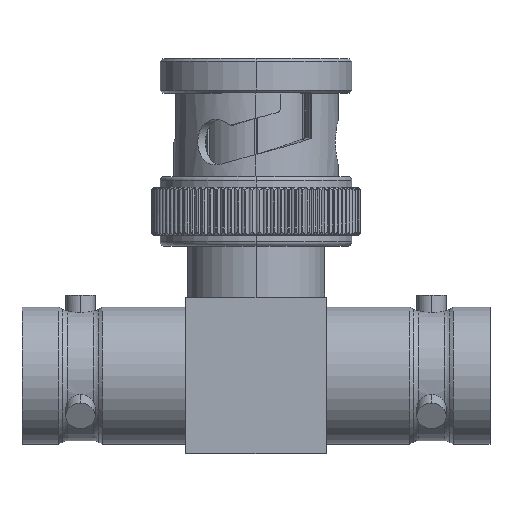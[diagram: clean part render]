
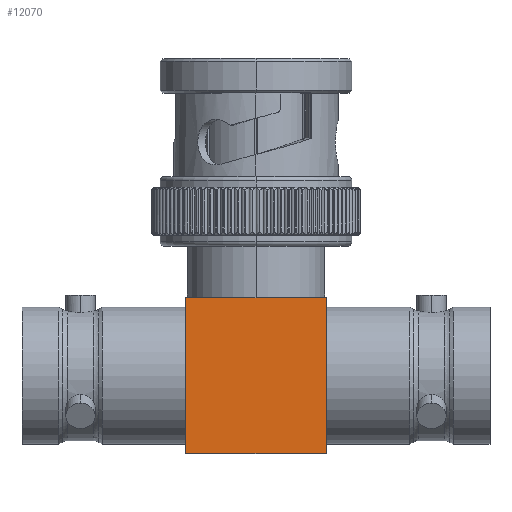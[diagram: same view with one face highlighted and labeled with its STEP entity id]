
A CAD part, top view. The second image highlights one B-rep face of the part: STEP entity #12070.
In plain terms, the highlighted face is planar.
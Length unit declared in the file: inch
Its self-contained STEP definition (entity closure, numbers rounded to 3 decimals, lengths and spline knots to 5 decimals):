
#316 = ORIENTED_EDGE ( 'NONE', *, *, #13719, .T. ) ;
#1165 = EDGE_CURVE ( 'NONE', #7071, #2784, #18326, .T. ) ;
#2718 = CARTESIAN_POINT ( 'NONE',  ( -0.1925, -0.1925, 0.2125 ) ) ;
#2784 = VERTEX_POINT ( 'NONE', #9898 ) ;
#3934 = EDGE_CURVE ( 'NONE', #14104, #23240, #12181, .T. ) ;
#4680 = ORIENTED_EDGE ( 'NONE', *, *, #10978, .F. ) ;
#6997 = DIRECTION ( 'NONE',  ( 0., 0., -1. ) ) ;
#7071 = VERTEX_POINT ( 'NONE', #12136 ) ;
#8925 = ORIENTED_EDGE ( 'NONE', *, *, #3934, .F. ) ;
#9549 = VECTOR ( 'NONE', #16973, 39.37008 ) ;
#9898 = CARTESIAN_POINT ( 'NONE',  ( -0.1925, -0.1925, -0.2125 ) ) ;
#10605 = EDGE_LOOP ( 'NONE', ( #26321, #4680, #8925, #316 ) ) ;
#10646 = CARTESIAN_POINT ( 'NONE',  ( -0.1925, -0.1925, 0.2125 ) ) ;
#10917 = CARTESIAN_POINT ( 'NONE',  ( -0.1925, 0.1925, 0.2125 ) ) ;
#10978 = EDGE_CURVE ( 'NONE', #23240, #2784, #18099, .T. ) ;
#11679 = CARTESIAN_POINT ( 'NONE',  ( -0.1925, 0.1925, -0.2125 ) ) ;
#12070 = ADVANCED_FACE ( 'NONE', ( #17678 ), #20384, .F. ) ;
#12136 = CARTESIAN_POINT ( 'NONE',  ( -0.1925, 0.1925, -0.2125 ) ) ;
#12181 = LINE ( 'NONE', #10917, #9549 ) ;
#12819 = VECTOR ( 'NONE', #6997, 39.37008 ) ;
#13719 = EDGE_CURVE ( 'NONE', #14104, #7071, #18612, .T. ) ;
#13951 = DIRECTION ( 'NONE',  ( 0., -1., 0. ) ) ;
#14104 = VERTEX_POINT ( 'NONE', #16557 ) ;
#15696 = VECTOR ( 'NONE', #13951, 39.37008 ) ;
#16313 = DIRECTION ( 'NONE',  ( 0., 0., -1. ) ) ;
#16557 = CARTESIAN_POINT ( 'NONE',  ( -0.1925, 0.1925, 0.2125 ) ) ;
#16973 = DIRECTION ( 'NONE',  ( 0., -1., 0. ) ) ;
#17221 = CARTESIAN_POINT ( 'NONE',  ( -0.1925, 0.1925, 0.2125 ) ) ;
#17678 = FACE_OUTER_BOUND ( 'NONE', #10605, .T. ) ;
#18099 = LINE ( 'NONE', #2718, #12819 ) ;
#18326 = LINE ( 'NONE', #11679, #15696 ) ;
#18612 = LINE ( 'NONE', #17221, #19268 ) ;
#19268 = VECTOR ( 'NONE', #19615, 39.37008 ) ;
#19615 = DIRECTION ( 'NONE',  ( 0., 0., -1. ) ) ;
#20384 = PLANE ( 'NONE',  #20729 ) ;
#20729 = AXIS2_PLACEMENT_3D ( 'NONE', #22413, #24546, #16313 ) ;
#22413 = CARTESIAN_POINT ( 'NONE',  ( -0.1925, 0.1925, 0.2125 ) ) ;
#23240 = VERTEX_POINT ( 'NONE', #10646 ) ;
#24546 = DIRECTION ( 'NONE',  ( 1., 0., 0. ) ) ;
#26321 = ORIENTED_EDGE ( 'NONE', *, *, #1165, .T. ) ;
